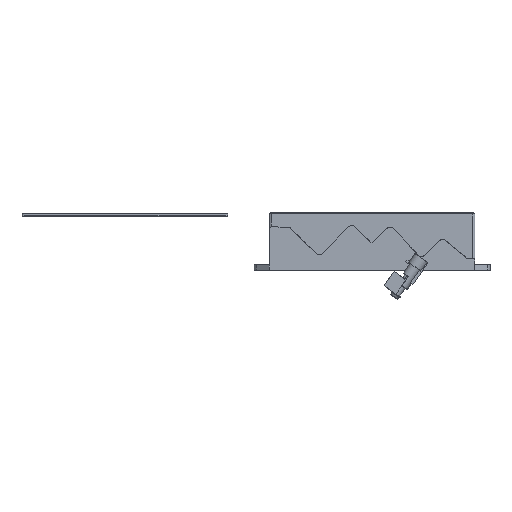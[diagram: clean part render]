
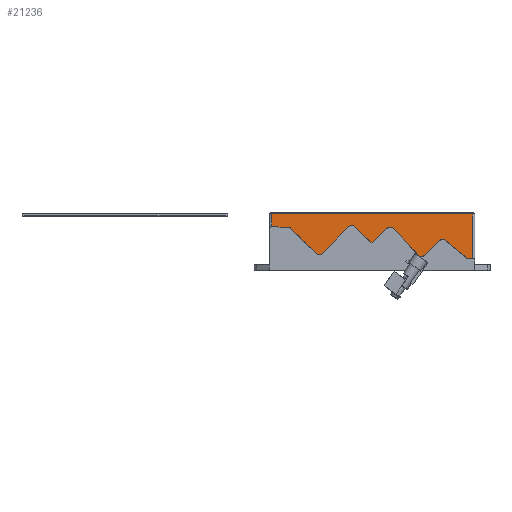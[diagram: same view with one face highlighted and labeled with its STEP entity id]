
A CAD part, top view. The second image highlights one B-rep face of the part: STEP entity #21236.
In plain terms, the highlighted planar face has unit normal (0, 0, 1).
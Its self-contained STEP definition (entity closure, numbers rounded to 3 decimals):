
#819=CIRCLE('',#22828,2.);
#822=CIRCLE('',#22833,2.);
#830=CIRCLE('',#22844,4.);
#831=CIRCLE('',#22847,4.);
#833=CIRCLE('',#22852,4.);
#834=CIRCLE('',#22853,4.);
#835=CIRCLE('',#22854,4.);
#836=CIRCLE('',#22855,4.);
#837=CIRCLE('',#22856,4.);
#2293=FACE_OUTER_BOUND('',#3497,.T.);
#3497=EDGE_LOOP('',(#17246,#17247,#17248,#17249,#17250,#17251,#17252,#17253,
#17254,#17255,#17256,#17257,#17258,#17259,#17260,#17261,#17262,#17263,#17264,
#17265,#17266,#17267,#17268,#17269,#17270));
#5320=LINE('',#33610,#7528);
#5334=LINE('',#33639,#7542);
#5419=LINE('',#33897,#7627);
#5425=LINE('',#33912,#7633);
#5444=LINE('',#33976,#7652);
#5447=LINE('',#34030,#7655);
#5448=LINE('',#34034,#7656);
#5450=LINE('',#34040,#7658);
#5451=LINE('',#34044,#7659);
#5452=LINE('',#34048,#7660);
#5453=LINE('',#34052,#7661);
#5454=LINE('',#34054,#7662);
#5455=LINE('',#34055,#7663);
#5456=LINE('',#34056,#7664);
#5457=LINE('',#34058,#7665);
#5458=LINE('',#34061,#7666);
#7528=VECTOR('',#26985,10.);
#7542=VECTOR('',#27003,10.);
#7627=VECTOR('',#27232,10.);
#7633=VECTOR('',#27246,10.);
#7652=VECTOR('',#27287,10.);
#7655=VECTOR('',#27296,10.);
#7656=VECTOR('',#27301,10.);
#7658=VECTOR('',#27307,10.);
#7659=VECTOR('',#27310,10.);
#7660=VECTOR('',#27313,10.);
#7661=VECTOR('',#27316,10.);
#7662=VECTOR('',#27317,10.);
#7663=VECTOR('',#27318,10.);
#7664=VECTOR('',#27319,10.);
#7665=VECTOR('',#27320,10.);
#7666=VECTOR('',#27323,10.);
#9641=VERTEX_POINT('',#33603);
#9644=VERTEX_POINT('',#33608);
#9657=VERTEX_POINT('',#33638);
#9750=VERTEX_POINT('',#33887);
#9751=VERTEX_POINT('',#33888);
#9754=VERTEX_POINT('',#33896);
#9757=VERTEX_POINT('',#33904);
#9759=VERTEX_POINT('',#33910);
#9781=VERTEX_POINT('',#33969);
#9782=VERTEX_POINT('',#33971);
#9783=VERTEX_POINT('',#33975);
#9784=VERTEX_POINT('',#33979);
#9787=VERTEX_POINT('',#34029);
#9788=VERTEX_POINT('',#34033);
#9789=VERTEX_POINT('',#34037);
#9790=VERTEX_POINT('',#34039);
#9791=VERTEX_POINT('',#34041);
#9792=VERTEX_POINT('',#34043);
#9793=VERTEX_POINT('',#34045);
#9794=VERTEX_POINT('',#34047);
#9795=VERTEX_POINT('',#34049);
#9796=VERTEX_POINT('',#34051);
#9797=VERTEX_POINT('',#34053);
#9798=VERTEX_POINT('',#34057);
#9799=VERTEX_POINT('',#34059);
#12271=EDGE_CURVE('',#9644,#9641,#5320,.T.);
#12285=EDGE_CURVE('',#9641,#9657,#5334,.T.);
#12408=EDGE_CURVE('',#9750,#9751,#819,.T.);
#12412=EDGE_CURVE('',#9750,#9754,#5419,.T.);
#12417=EDGE_CURVE('',#9757,#9644,#822,.F.);
#12420=EDGE_CURVE('',#9759,#9757,#5425,.T.);
#12446=EDGE_CURVE('',#9781,#9782,#830,.F.);
#12448=EDGE_CURVE('',#9782,#9783,#5444,.T.);
#12450=EDGE_CURVE('',#9783,#9784,#831,.F.);
#12455=EDGE_CURVE('',#9657,#9787,#5447,.T.);
#12457=EDGE_CURVE('',#9787,#9788,#5448,.T.);
#12459=EDGE_CURVE('',#9789,#9759,#833,.F.);
#12460=EDGE_CURVE('',#9790,#9789,#5450,.T.);
#12461=EDGE_CURVE('',#9790,#9791,#834,.T.);
#12462=EDGE_CURVE('',#9792,#9791,#5451,.T.);
#12463=EDGE_CURVE('',#9792,#9793,#835,.T.);
#12464=EDGE_CURVE('',#9794,#9793,#5452,.T.);
#12465=EDGE_CURVE('',#9794,#9795,#836,.T.);
#12466=EDGE_CURVE('',#9796,#9795,#5453,.T.);
#12467=EDGE_CURVE('',#9797,#9796,#5454,.T.);
#12468=EDGE_CURVE('',#9784,#9797,#5455,.T.);
#12469=EDGE_CURVE('',#9754,#9781,#5456,.T.);
#12470=EDGE_CURVE('',#9798,#9751,#5457,.T.);
#12471=EDGE_CURVE('',#9798,#9799,#837,.T.);
#12472=EDGE_CURVE('',#9788,#9799,#5458,.T.);
#17246=ORIENTED_EDGE('',*,*,#12271,.F.);
#17247=ORIENTED_EDGE('',*,*,#12417,.F.);
#17248=ORIENTED_EDGE('',*,*,#12420,.F.);
#17249=ORIENTED_EDGE('',*,*,#12459,.F.);
#17250=ORIENTED_EDGE('',*,*,#12460,.F.);
#17251=ORIENTED_EDGE('',*,*,#12461,.T.);
#17252=ORIENTED_EDGE('',*,*,#12462,.F.);
#17253=ORIENTED_EDGE('',*,*,#12463,.T.);
#17254=ORIENTED_EDGE('',*,*,#12464,.F.);
#17255=ORIENTED_EDGE('',*,*,#12465,.T.);
#17256=ORIENTED_EDGE('',*,*,#12466,.F.);
#17257=ORIENTED_EDGE('',*,*,#12467,.F.);
#17258=ORIENTED_EDGE('',*,*,#12468,.F.);
#17259=ORIENTED_EDGE('',*,*,#12450,.F.);
#17260=ORIENTED_EDGE('',*,*,#12448,.F.);
#17261=ORIENTED_EDGE('',*,*,#12446,.F.);
#17262=ORIENTED_EDGE('',*,*,#12469,.F.);
#17263=ORIENTED_EDGE('',*,*,#12412,.F.);
#17264=ORIENTED_EDGE('',*,*,#12408,.T.);
#17265=ORIENTED_EDGE('',*,*,#12470,.F.);
#17266=ORIENTED_EDGE('',*,*,#12471,.T.);
#17267=ORIENTED_EDGE('',*,*,#12472,.F.);
#17268=ORIENTED_EDGE('',*,*,#12457,.F.);
#17269=ORIENTED_EDGE('',*,*,#12455,.F.);
#17270=ORIENTED_EDGE('',*,*,#12285,.F.);
#20358=PLANE('',#22851);
#21236=ADVANCED_FACE('',(#2293),#20358,.T.);
#22828=AXIS2_PLACEMENT_3D('',#33889,#27224,#27225);
#22833=AXIS2_PLACEMENT_3D('',#33906,#27240,#27241);
#22844=AXIS2_PLACEMENT_3D('',#33972,#27282,#27283);
#22847=AXIS2_PLACEMENT_3D('',#33980,#27291,#27292);
#22851=AXIS2_PLACEMENT_3D('',#34036,#27303,#27304);
#22852=AXIS2_PLACEMENT_3D('',#34038,#27305,#27306);
#22853=AXIS2_PLACEMENT_3D('',#34042,#27308,#27309);
#22854=AXIS2_PLACEMENT_3D('',#34046,#27311,#27312);
#22855=AXIS2_PLACEMENT_3D('',#34050,#27314,#27315);
#22856=AXIS2_PLACEMENT_3D('',#34060,#27321,#27322);
#26985=DIRECTION('',(0.,1.,0.));
#27003=DIRECTION('',(1.,0.,0.));
#27224=DIRECTION('center_axis',(0.,0.,1.));
#27225=DIRECTION('ref_axis',(0.376,-0.926,0.));
#27232=DIRECTION('',(-1.,0.,0.));
#27240=DIRECTION('center_axis',(0.,0.,-1.));
#27241=DIRECTION('ref_axis',(-0.704,0.71,0.));
#27246=DIRECTION('',(-1.,0.01,0.));
#27282=DIRECTION('center_axis',(0.,0.,-1.));
#27283=DIRECTION('ref_axis',(0.397,0.918,0.));
#27287=DIRECTION('',(-1.,0.,0.));
#27291=DIRECTION('center_axis',(0.,0.,-1.));
#27292=DIRECTION('ref_axis',(-0.379,0.926,0.));
#27296=DIRECTION('',(0.,-1.,0.));
#27301=DIRECTION('',(-1.,0.,0.));
#27303=DIRECTION('center_axis',(0.,0.,1.));
#27304=DIRECTION('ref_axis',(1.,0.,0.));
#27305=DIRECTION('center_axis',(0.,0.,-1.));
#27306=DIRECTION('ref_axis',(0.381,0.925,0.));
#27307=DIRECTION('',(-0.716,0.698,0.));
#27308=DIRECTION('center_axis',(0.,0.,1.));
#27309=DIRECTION('ref_axis',(-0.377,-0.926,0.));
#27310=DIRECTION('',(-1.,0.,0.));
#27311=DIRECTION('center_axis',(0.,0.,1.));
#27312=DIRECTION('ref_axis',(0.389,-0.921,0.));
#27313=DIRECTION('',(-0.698,-0.716,0.));
#27314=DIRECTION('center_axis',(0.,0.,-1.));
#27315=DIRECTION('ref_axis',(0.702,0.712,0.));
#27316=DIRECTION('',(-0.712,0.702,0.));
#27317=DIRECTION('',(-1.,0.,0.));
#27318=DIRECTION('',(-0.713,-0.701,0.));
#27319=DIRECTION('',(-0.684,0.729,0.));
#27320=DIRECTION('',(-0.717,-0.697,0.));
#27321=DIRECTION('center_axis',(0.,0.,-1.));
#27322=DIRECTION('ref_axis',(0.64,0.768,0.));
#27323=DIRECTION('',(-0.768,0.64,0.));
#33603=CARTESIAN_POINT('',(-2.5,50.,122.488));
#33608=CARTESIAN_POINT('',(-2.5,38.391,122.488));
#33610=CARTESIAN_POINT('',(-2.5,15.55,122.488));
#33638=CARTESIAN_POINT('',(176.5,50.,122.488));
#33639=CARTESIAN_POINT('',(86.997,50.,122.488));
#33887=CARTESIAN_POINT('',(131.945,12.198,122.488));
#33888=CARTESIAN_POINT('',(133.339,12.765,122.488));
#33889=CARTESIAN_POINT('Origin',(131.945,14.198,122.488));
#33896=CARTESIAN_POINT('',(129.217,12.198,122.488));
#33897=CARTESIAN_POINT('',(106.217,12.198,122.488));
#33904=CARTESIAN_POINT('',(-2.481,38.391,122.488));
#33906=CARTESIAN_POINT('Origin',(-2.5,36.391,122.488));
#33910=CARTESIAN_POINT('',(11.678,38.256,122.488));
#33912=CARTESIAN_POINT('',(46.511,37.923,122.488));
#33969=CARTESIAN_POINT('',(106.185,36.737,122.488));
#33971=CARTESIAN_POINT('',(103.268,38.,122.488));
#33972=CARTESIAN_POINT('Origin',(103.268,34.,122.488));
#33975=CARTESIAN_POINT('',(102.636,38.,122.488));
#33976=CARTESIAN_POINT('',(92.338,38.,122.488));
#33979=CARTESIAN_POINT('',(99.833,36.854,122.488));
#33980=CARTESIAN_POINT('Origin',(102.636,34.,122.488));
#34029=CARTESIAN_POINT('',(176.5,10.,122.488));
#34030=CARTESIAN_POINT('',(176.5,15.55,122.488));
#34033=CARTESIAN_POINT('',(172.,10.,122.488));
#34034=CARTESIAN_POINT('',(172.,10.,122.488));
#34036=CARTESIAN_POINT('Origin',(79.677,31.099,122.488));
#34037=CARTESIAN_POINT('',(14.431,37.121,122.488));
#34038=CARTESIAN_POINT('Origin',(11.639,34.256,122.488));
#34039=CARTESIAN_POINT('',(37.182,14.948,122.488));
#34040=CARTESIAN_POINT('',(44.625,7.694,122.488));
#34041=CARTESIAN_POINT('',(39.974,13.812,122.488));
#34042=CARTESIAN_POINT('Origin',(39.974,17.812,122.488));
#34043=CARTESIAN_POINT('',(40.107,13.812,122.488));
#34044=CARTESIAN_POINT('',(60.735,13.812,122.488));
#34045=CARTESIAN_POINT('',(42.971,15.02,122.488));
#34046=CARTESIAN_POINT('Origin',(40.107,17.812,122.488));
#34047=CARTESIAN_POINT('',(65.823,38.468,122.488));
#34048=CARTESIAN_POINT('',(68.229,40.937,122.488));
#34049=CARTESIAN_POINT('',(71.497,38.524,122.488));
#34050=CARTESIAN_POINT('Origin',(68.688,35.676,122.488));
#34051=CARTESIAN_POINT('',(85.977,24.246,122.488));
#34052=CARTESIAN_POINT('',(82.667,27.51,122.488));
#34053=CARTESIAN_POINT('',(86.997,24.246,122.488));
#34054=CARTESIAN_POINT('',(83.337,24.246,122.488));
#34055=CARTESIAN_POINT('',(93.849,30.976,122.488));
#34056=CARTESIAN_POINT('',(112.9,29.583,122.488));
#34057=CARTESIAN_POINT('',(147.064,26.116,122.488));
#34058=CARTESIAN_POINT('',(131.966,11.429,122.488));
#34059=CARTESIAN_POINT('',(152.414,26.322,122.488));
#34060=CARTESIAN_POINT('Origin',(149.853,23.249,122.488));
#34061=CARTESIAN_POINT('',(139.569,37.026,122.488));
